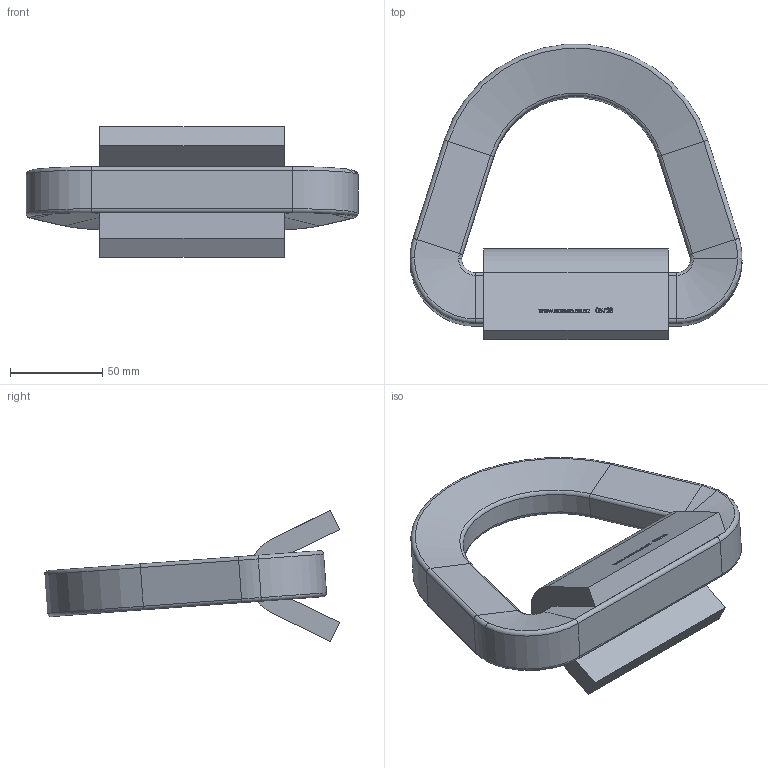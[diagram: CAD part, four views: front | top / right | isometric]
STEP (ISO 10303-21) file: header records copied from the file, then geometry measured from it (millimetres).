
FILE_DESCRIPTION (( 'STEP AP214' ), '1' );
FILE_NAME ('05723-Ferry Lashing Ring 12t.STEP', '2018-12-16T20:21:40', ( '' ), ( '' ), 'SwSTEP 2.0', 'SolidWorks 2018', '' );
FILE_SCHEMA (( 'AUTOMOTIVE_DESIGN' ));
Length unit declared in the file: millimetre
Products named in the file (3): Ferry Lashing Ring; Ferry Lashing Ring weld on saddle; 05723-Ferry Lashing Ring 12t
Assembly tree (2 placements, depth 2):
  05723-Ferry Lashing Ring 12t
    Ferry Lashing Ring weld on saddle
    Ferry Lashing Ring
Bounding box: 179.98 x 159.95 x 71 mm (x, y, z)
Volume: 383484.1 mm3; surface area: 69962 mm2
Topology: 2 solids, 2 shells, 571 faces, 1515 edges, 992 vertices
Faces by surface type: plane 320, bspline 205, cylinder 22, torus 16, cone 8
Entity records: 29303 total; most frequent: CARTESIAN_POINT 16384, ORIENTED_EDGE 3030, DIRECTION 1913, EDGE_CURVE 1515, LINE 1039, VECTOR 1039, VERTEX_POINT 992, EDGE_LOOP 617
